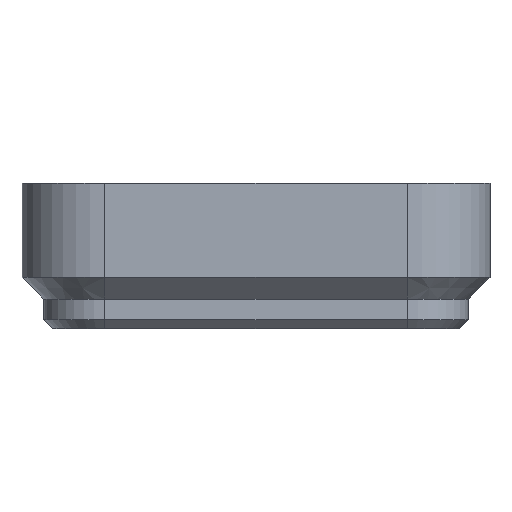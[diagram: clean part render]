
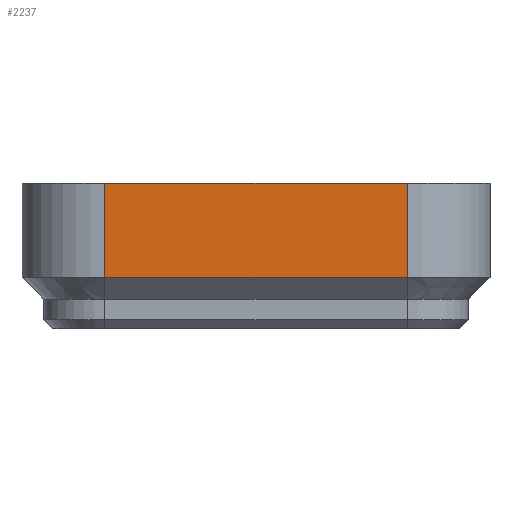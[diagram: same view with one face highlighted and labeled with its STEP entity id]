
A CAD part, front view. The second image highlights one B-rep face of the part: STEP entity #2237.
In plain terms, the highlighted planar face has unit normal (0, -1, 0).
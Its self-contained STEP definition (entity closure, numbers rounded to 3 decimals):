
#130=LINE('',#3491,#346);
#131=LINE('',#3497,#347);
#132=LINE('',#3500,#348);
#133=LINE('',#3501,#349);
#346=VECTOR('',#2735,1000.);
#347=VECTOR('',#2742,1000.);
#348=VECTOR('',#2743,1000.);
#349=VECTOR('',#2744,1000.);
#592=ORIENTED_EDGE('',*,*,#1257,.T.);
#593=ORIENTED_EDGE('',*,*,#1258,.T.);
#594=ORIENTED_EDGE('',*,*,#1254,.F.);
#595=ORIENTED_EDGE('',*,*,#1259,.T.);
#1254=EDGE_CURVE('',#1584,#1585,#130,.T.);
#1257=EDGE_CURVE('',#1586,#1587,#131,.T.);
#1258=EDGE_CURVE('',#1587,#1585,#132,.T.);
#1259=EDGE_CURVE('',#1584,#1586,#133,.T.);
#1584=VERTEX_POINT('',#3492);
#1585=VERTEX_POINT('',#3493);
#1586=VERTEX_POINT('',#3498);
#1587=VERTEX_POINT('',#3499);
#1850=EDGE_LOOP('',(#592,#593,#594,#595));
#2008=FACE_BOUND('',#1850,.T.);
#2162=PLANE('',#2412);
#2237=ADVANCED_FACE('',(#2008),#2162,.F.);
#2412=AXIS2_PLACEMENT_3D('',#3496,#2740,#2741);
#2735=DIRECTION('',(0.,0.,1.));
#2740=DIRECTION('',(0.,1.,0.));
#2741=DIRECTION('',(0.,0.,1.));
#2742=DIRECTION('',(0.,0.,1.));
#2743=DIRECTION('',(-1.,0.,0.));
#2744=DIRECTION('',(1.,0.,0.));
#3491=CARTESIAN_POINT('',(-13.25,-41.5,-1.));
#3492=CARTESIAN_POINT('',(-13.25,-41.5,-1.25));
#3493=CARTESIAN_POINT('',(-13.25,-41.5,7.));
#3496=CARTESIAN_POINT('',(0.,-41.5,-1.));
#3497=CARTESIAN_POINT('',(13.25,-41.5,-1.));
#3498=CARTESIAN_POINT('',(13.25,-41.5,-1.25));
#3499=CARTESIAN_POINT('',(13.25,-41.5,7.));
#3500=CARTESIAN_POINT('',(0.,-41.5,7.));
#3501=CARTESIAN_POINT('',(13.25,-41.5,-1.25));
